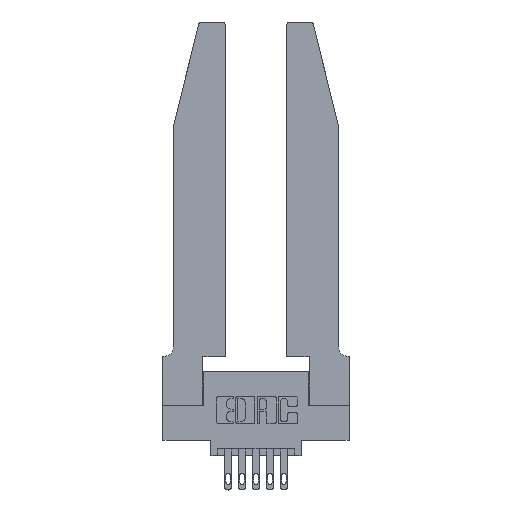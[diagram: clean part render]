
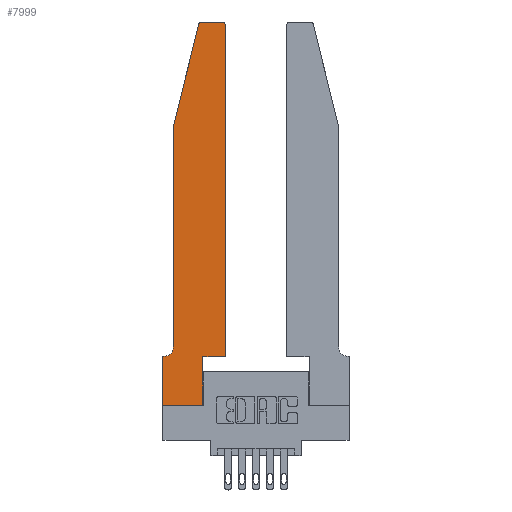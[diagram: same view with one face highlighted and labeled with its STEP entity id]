
A CAD part, top view. The second image highlights one B-rep face of the part: STEP entity #7999.
In plain terms, the highlighted planar face has unit normal (0, 0, 1).
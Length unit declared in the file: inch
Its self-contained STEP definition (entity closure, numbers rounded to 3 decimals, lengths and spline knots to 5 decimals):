
#447 = LINE ( 'NONE', #2698, #12043 ) ;
#460 = LINE ( 'NONE', #8894, #13045 ) ;
#571 = AXIS2_PLACEMENT_3D ( 'NONE', #11237, #13349, #3723 ) ;
#610 = DIRECTION ( 'NONE',  ( -0.239, -0.971, 0. ) ) ;
#870 = ORIENTED_EDGE ( 'NONE', *, *, #12197, .T. ) ;
#885 = EDGE_CURVE ( 'NONE', #1345, #12959, #460, .T. ) ;
#903 = AXIS2_PLACEMENT_3D ( 'NONE', #11173, #13512, #12292 ) ;
#1071 = CARTESIAN_POINT ( 'NONE',  ( 0.284, 2.75, 0.37 ) ) ;
#1200 = EDGE_LOOP ( 'NONE', ( #13306, #870, #2966, #6152, #5248, #7010, #6305, #2234, #11381, #5323, #3054, #5620 ) ) ;
#1345 = VERTEX_POINT ( 'NONE', #1514 ) ;
#1514 = CARTESIAN_POINT ( 'NONE',  ( 0., 0.35, 0.37 ) ) ;
#1568 = DIRECTION ( 'NONE',  ( -1., 0., 0. ) ) ;
#1625 = VERTEX_POINT ( 'NONE', #11432 ) ;
#1873 = DIRECTION ( 'NONE',  ( 1., 0., 0. ) ) ;
#1952 = EDGE_CURVE ( 'NONE', #5646, #11067, #5883, .T. ) ;
#1980 = VERTEX_POINT ( 'NONE', #2868 ) ;
#2234 = ORIENTED_EDGE ( 'NONE', *, *, #3601, .T. ) ;
#2243 = VERTEX_POINT ( 'NONE', #8452 ) ;
#2291 = EDGE_CURVE ( 'NONE', #2243, #5646, #2723, .T. ) ;
#2303 = CARTESIAN_POINT ( 'NONE',  ( 0.0055, 0.35, 0.37 ) ) ;
#2613 = DIRECTION ( 'NONE',  ( -1., 0., 0. ) ) ;
#2698 = CARTESIAN_POINT ( 'NONE',  ( 0.2605, 2.75, 0.37 ) ) ;
#2717 = CARTESIAN_POINT ( 'NONE',  ( 0., 0., 0.37 ) ) ;
#2723 = LINE ( 'NONE', #8271, #10679 ) ;
#2868 = CARTESIAN_POINT ( 'NONE',  ( 0.4205, 2.75, 0.37 ) ) ;
#2966 = ORIENTED_EDGE ( 'NONE', *, *, #6396, .T. ) ;
#3054 = ORIENTED_EDGE ( 'NONE', *, *, #11288, .T. ) ;
#3167 = DIRECTION ( 'NONE',  ( 1., 0., 0. ) ) ;
#3601 = EDGE_CURVE ( 'NONE', #12959, #2243, #12503, .T. ) ;
#3723 = DIRECTION ( 'NONE',  ( -1., 0., 0. ) ) ;
#3968 = LINE ( 'NONE', #4899, #4483 ) ;
#4017 = CARTESIAN_POINT ( 'NONE',  ( 0.0755, 2., 0.37 ) ) ;
#4304 = LINE ( 'NONE', #8420, #4633 ) ;
#4483 = VECTOR ( 'NONE', #1568, 39.37008 ) ;
#4543 = AXIS2_PLACEMENT_3D ( 'NONE', #8434, #7433, #3167 ) ;
#4569 = VECTOR ( 'NONE', #1873, 39.37008 ) ;
#4633 = VECTOR ( 'NONE', #610, 39.37008 ) ;
#4860 = PLANE ( 'NONE',  #903 ) ;
#4865 = CARTESIAN_POINT ( 'NONE',  ( 0.25487, 2.72718, 0.37 ) ) ;
#4899 = CARTESIAN_POINT ( 'NONE',  ( 0.0755, 0.35, 0.37 ) ) ;
#5018 = VECTOR ( 'NONE', #13135, 39.37008 ) ;
#5248 = ORIENTED_EDGE ( 'NONE', *, *, #12673, .T. ) ;
#5323 = ORIENTED_EDGE ( 'NONE', *, *, #1952, .T. ) ;
#5392 = CIRCLE ( 'NONE', #4543, 0.03 ) ;
#5515 = DIRECTION ( 'NONE',  ( 1., 0., 0. ) ) ;
#5526 = AXIS2_PLACEMENT_3D ( 'NONE', #5642, #6766, #5515 ) ;
#5543 = VERTEX_POINT ( 'NONE', #10306 ) ;
#5620 = ORIENTED_EDGE ( 'NONE', *, *, #12767, .T. ) ;
#5642 = CARTESIAN_POINT ( 'NONE',  ( 0.284, 2.72, 0.37 ) ) ;
#5646 = VERTEX_POINT ( 'NONE', #6401 ) ;
#5883 = LINE ( 'NONE', #9226, #4569 ) ;
#6152 = ORIENTED_EDGE ( 'NONE', *, *, #7291, .T. ) ;
#6305 = ORIENTED_EDGE ( 'NONE', *, *, #885, .T. ) ;
#6396 = EDGE_CURVE ( 'NONE', #13144, #5543, #4304, .T. ) ;
#6401 = CARTESIAN_POINT ( 'NONE',  ( 0.2865, 0.35, 0.37 ) ) ;
#6480 = EDGE_CURVE ( 'NONE', #10143, #1345, #3968, .T. ) ;
#6764 = CARTESIAN_POINT ( 'NONE',  ( 0.0755, 0.42, 0.37 ) ) ;
#6766 = DIRECTION ( 'NONE',  ( 0., 0., 1. ) ) ;
#7010 = ORIENTED_EDGE ( 'NONE', *, *, #6480, .T. ) ;
#7291 = EDGE_CURVE ( 'NONE', #5543, #9368, #11430, .T. ) ;
#7433 = DIRECTION ( 'NONE',  ( 0., 0., 1. ) ) ;
#7979 = VECTOR ( 'NONE', #9504, 39.37008 ) ;
#7999 = ADVANCED_FACE ( 'NONE', ( #11924 ), #4860, .T. ) ;
#8271 = CARTESIAN_POINT ( 'NONE',  ( 0.2865, 0.35, 0.37 ) ) ;
#8360 = DIRECTION ( 'NONE',  ( 0., -1., 0. ) ) ;
#8420 = CARTESIAN_POINT ( 'NONE',  ( 0.0755, 2., 0.37 ) ) ;
#8434 = CARTESIAN_POINT ( 'NONE',  ( 0.4205, 2.72, 0.37 ) ) ;
#8452 = CARTESIAN_POINT ( 'NONE',  ( 0.2865, 0., 0.37 ) ) ;
#8894 = CARTESIAN_POINT ( 'NONE',  ( 0., 0., 0.37 ) ) ;
#9226 = CARTESIAN_POINT ( 'NONE',  ( 0.4505, 0.35, 0.37 ) ) ;
#9368 = VERTEX_POINT ( 'NONE', #6764 ) ;
#9457 = DIRECTION ( 'NONE',  ( 0., 1., 0. ) ) ;
#9504 = DIRECTION ( 'NONE',  ( 0., 1., 0. ) ) ;
#9525 = CIRCLE ( 'NONE', #5526, 0.03 ) ;
#9757 = CARTESIAN_POINT ( 'NONE',  ( 0., 0., 0.37 ) ) ;
#9976 = VERTEX_POINT ( 'NONE', #1071 ) ;
#10143 = VERTEX_POINT ( 'NONE', #2303 ) ;
#10306 = CARTESIAN_POINT ( 'NONE',  ( 0.0755, 2., 0.37 ) ) ;
#10679 = VECTOR ( 'NONE', #9457, 39.37008 ) ;
#11067 = VERTEX_POINT ( 'NONE', #12285 ) ;
#11173 = CARTESIAN_POINT ( 'NONE',  ( 0., 0.35, 0.37 ) ) ;
#11237 = CARTESIAN_POINT ( 'NONE',  ( 0.0055, 0.42, 0.37 ) ) ;
#11288 = EDGE_CURVE ( 'NONE', #11067, #1625, #12158, .T. ) ;
#11381 = ORIENTED_EDGE ( 'NONE', *, *, #2291, .T. ) ;
#11430 = LINE ( 'NONE', #4017, #11936 ) ;
#11432 = CARTESIAN_POINT ( 'NONE',  ( 0.4505, 2.72, 0.37 ) ) ;
#11688 = CARTESIAN_POINT ( 'NONE',  ( 0.4505, 0.35, 0.37 ) ) ;
#11924 = FACE_OUTER_BOUND ( 'NONE', #1200, .T. ) ;
#11936 = VECTOR ( 'NONE', #8360, 39.37008 ) ;
#12043 = VECTOR ( 'NONE', #2613, 39.37008 ) ;
#12062 = DIRECTION ( 'NONE',  ( 0., -1., 0. ) ) ;
#12158 = LINE ( 'NONE', #11688, #7979 ) ;
#12197 = EDGE_CURVE ( 'NONE', #9976, #13144, #9525, .T. ) ;
#12285 = CARTESIAN_POINT ( 'NONE',  ( 0.4505, 0.35, 0.37 ) ) ;
#12292 = DIRECTION ( 'NONE',  ( 1., 0., 0. ) ) ;
#12503 = LINE ( 'NONE', #2717, #5018 ) ;
#12540 = CIRCLE ( 'NONE', #571, 0.07 ) ;
#12596 = EDGE_CURVE ( 'NONE', #1980, #9976, #447, .T. ) ;
#12673 = EDGE_CURVE ( 'NONE', #9368, #10143, #12540, .T. ) ;
#12767 = EDGE_CURVE ( 'NONE', #1625, #1980, #5392, .T. ) ;
#12959 = VERTEX_POINT ( 'NONE', #9757 ) ;
#13045 = VECTOR ( 'NONE', #12062, 39.37008 ) ;
#13135 = DIRECTION ( 'NONE',  ( 1., 0., 0. ) ) ;
#13144 = VERTEX_POINT ( 'NONE', #4865 ) ;
#13306 = ORIENTED_EDGE ( 'NONE', *, *, #12596, .T. ) ;
#13349 = DIRECTION ( 'NONE',  ( 0., 0., -1. ) ) ;
#13512 = DIRECTION ( 'NONE',  ( 0., 0., 1. ) ) ;
